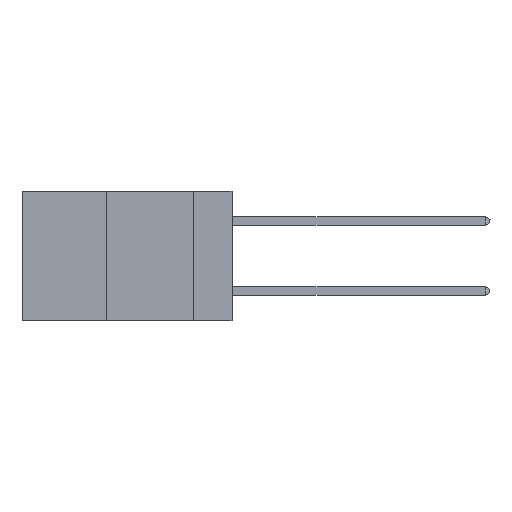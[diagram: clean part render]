
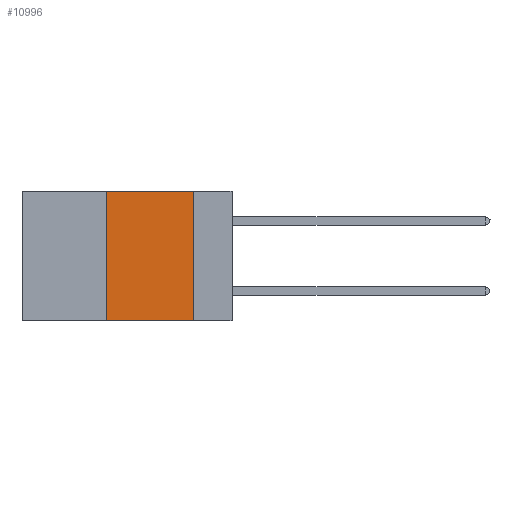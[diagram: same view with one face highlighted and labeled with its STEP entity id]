
A CAD part, left-side view. The second image highlights one B-rep face of the part: STEP entity #10996.
In plain terms, the highlighted planar face has unit normal (-1, 0, 0).
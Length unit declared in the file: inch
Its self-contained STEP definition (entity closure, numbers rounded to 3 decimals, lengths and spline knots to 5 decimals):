
#127 = CARTESIAN_POINT ( 'NONE',  ( 0., 0.6, 0. ) ) ;
#163 = DIRECTION ( 'NONE',  ( 0., -1., 0. ) ) ;
#456 = VECTOR ( 'NONE', #7656, 39.37008 ) ;
#965 = VECTOR ( 'NONE', #14551, 39.37008 ) ;
#1312 = EDGE_CURVE ( 'NONE', #14067, #4298, #12498, .T. ) ;
#1389 = CARTESIAN_POINT ( 'NONE',  ( 0., 0.11, 0. ) ) ;
#2797 = EDGE_LOOP ( 'NONE', ( #10653, #16452, #5076, #7005 ) ) ;
#3386 = DIRECTION ( 'NONE',  ( 1., 0., 0. ) ) ;
#4298 = VERTEX_POINT ( 'NONE', #11734 ) ;
#4467 = CARTESIAN_POINT ( 'NONE',  ( 0., 0.36, -0.37 ) ) ;
#4629 = FACE_OUTER_BOUND ( 'NONE', #2797, .T. ) ;
#5076 = ORIENTED_EDGE ( 'NONE', *, *, #13403, .F. ) ;
#6828 = CARTESIAN_POINT ( 'NONE',  ( 0., 0.6, -0.37 ) ) ;
#7005 = ORIENTED_EDGE ( 'NONE', *, *, #8359, .T. ) ;
#7416 = CARTESIAN_POINT ( 'NONE',  ( 0., 0.36, 0. ) ) ;
#7428 = VECTOR ( 'NONE', #13608, 39.37008 ) ;
#7539 = EDGE_CURVE ( 'NONE', #14627, #14067, #15678, .T. ) ;
#7656 = DIRECTION ( 'NONE',  ( 0., 0., -1. ) ) ;
#8031 = PLANE ( 'NONE',  #9001 ) ;
#8359 = EDGE_CURVE ( 'NONE', #18401, #4298, #9376, .T. ) ;
#9001 = AXIS2_PLACEMENT_3D ( 'NONE', #127, #3386, #14286 ) ;
#9336 = CARTESIAN_POINT ( 'NONE',  ( 0., 0.36, 0. ) ) ;
#9376 = LINE ( 'NONE', #6828, #965 ) ;
#10653 = ORIENTED_EDGE ( 'NONE', *, *, #1312, .F. ) ;
#10996 = ADVANCED_FACE ( 'NONE', ( #4629 ), #8031, .F. ) ;
#11734 = CARTESIAN_POINT ( 'NONE',  ( 0., 0.11, -0.37 ) ) ;
#12498 = LINE ( 'NONE', #1389, #456 ) ;
#13403 = EDGE_CURVE ( 'NONE', #18401, #14627, #15668, .T. ) ;
#13608 = DIRECTION ( 'NONE',  ( 0., 0., 1. ) ) ;
#13858 = CARTESIAN_POINT ( 'NONE',  ( 0., 0.11, 0. ) ) ;
#14067 = VERTEX_POINT ( 'NONE', #13858 ) ;
#14286 = DIRECTION ( 'NONE',  ( 0., 0., -1. ) ) ;
#14551 = DIRECTION ( 'NONE',  ( 0., -1., 0. ) ) ;
#14627 = VERTEX_POINT ( 'NONE', #9336 ) ;
#15668 = LINE ( 'NONE', #7416, #7428 ) ;
#15678 = LINE ( 'NONE', #15788, #19214 ) ;
#15788 = CARTESIAN_POINT ( 'NONE',  ( 0., 0.6, 0. ) ) ;
#16452 = ORIENTED_EDGE ( 'NONE', *, *, #7539, .F. ) ;
#18401 = VERTEX_POINT ( 'NONE', #4467 ) ;
#19214 = VECTOR ( 'NONE', #163, 39.37008 ) ;
